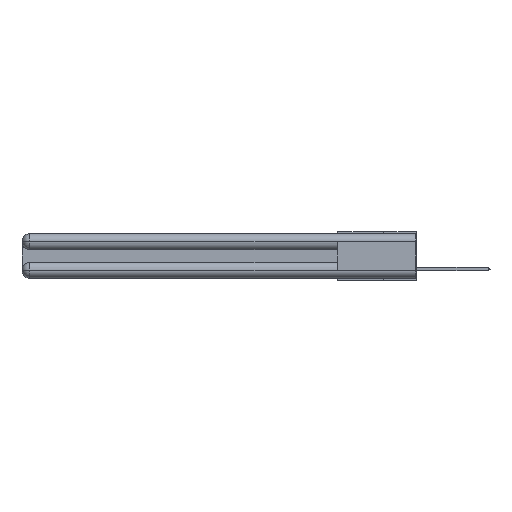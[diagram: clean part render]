
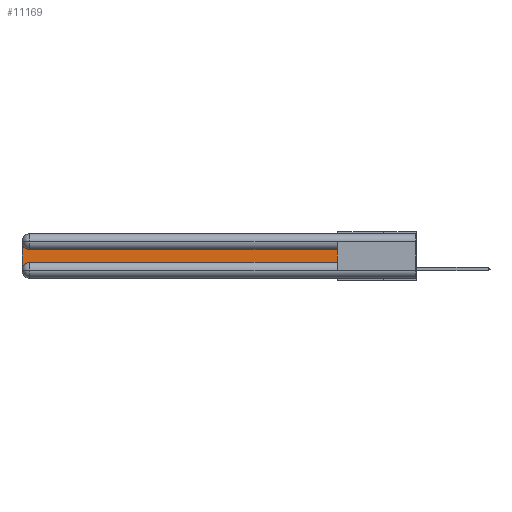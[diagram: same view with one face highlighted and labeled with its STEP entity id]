
A CAD part, left-side view. The second image highlights one B-rep face of the part: STEP entity #11169.
In plain terms, the highlighted planar face has unit normal (-1, 0, 0).
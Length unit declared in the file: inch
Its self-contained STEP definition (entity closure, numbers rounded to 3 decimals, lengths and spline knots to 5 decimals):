
#1372 = EDGE_CURVE ( 'NONE', #22640, #14089, #27313, .T. ) ;
#1538 = DIRECTION ( 'NONE',  ( 0., 0., -1. ) ) ;
#1633 = DIRECTION ( 'NONE',  ( 0., 0., 1. ) ) ;
#2386 = DIRECTION ( 'NONE',  ( 0., 0., -1. ) ) ;
#2809 = DIRECTION ( 'NONE',  ( 0., 0., -1. ) ) ;
#3820 = EDGE_CURVE ( 'NONE', #14089, #22319, #20135, .T. ) ;
#3975 = FACE_OUTER_BOUND ( 'NONE', #12910, .T. ) ;
#4019 = VERTEX_POINT ( 'NONE', #15056 ) ;
#4132 = LINE ( 'NONE', #6562, #14590 ) ;
#5143 = VERTEX_POINT ( 'NONE', #27134 ) ;
#5584 = CARTESIAN_POINT ( 'NONE',  ( 0.075, 3., -0.0625 ) ) ;
#6562 = CARTESIAN_POINT ( 'NONE',  ( 0.075, 0.6, -0.2175 ) ) ;
#7580 = EDGE_CURVE ( 'NONE', #5143, #22640, #13945, .T. ) ;
#8005 = VECTOR ( 'NONE', #1633, 39.37008 ) ;
#8660 = CARTESIAN_POINT ( 'NONE',  ( 0.075, 2.94, -0.2175 ) ) ;
#9437 = DIRECTION ( 'NONE',  ( 1., 0., 0. ) ) ;
#10390 = ORIENTED_EDGE ( 'NONE', *, *, #1372, .T. ) ;
#11093 = PLANE ( 'NONE',  #11984 ) ;
#11169 = ADVANCED_FACE ( 'NONE', ( #3975 ), #11093, .F. ) ;
#11281 = DIRECTION ( 'NONE',  ( 1., 0., 0. ) ) ;
#11984 = AXIS2_PLACEMENT_3D ( 'NONE', #13331, #11281, #24579 ) ;
#12006 = EDGE_CURVE ( 'NONE', #4019, #23950, #22632, .T. ) ;
#12739 = AXIS2_PLACEMENT_3D ( 'NONE', #18486, #9437, #2809 ) ;
#12910 = EDGE_LOOP ( 'NONE', ( #10390, #23357, #16102, #25358, #22365, #22589 ) ) ;
#13331 = CARTESIAN_POINT ( 'NONE',  ( 0.075, 3., -0.1225 ) ) ;
#13375 = EDGE_CURVE ( 'NONE', #22319, #4019, #16778, .T. ) ;
#13580 = DIRECTION ( 'NONE',  ( 0., -1., 0. ) ) ;
#13945 = LINE ( 'NONE', #23794, #8005 ) ;
#14089 = VERTEX_POINT ( 'NONE', #27962 ) ;
#14590 = VECTOR ( 'NONE', #13580, 39.37008 ) ;
#15056 = CARTESIAN_POINT ( 'NONE',  ( 0.075, 3., -0.2775 ) ) ;
#15374 = EDGE_CURVE ( 'NONE', #23950, #5143, #4132, .T. ) ;
#16102 = ORIENTED_EDGE ( 'NONE', *, *, #13375, .T. ) ;
#16778 = LINE ( 'NONE', #20027, #25944 ) ;
#16975 = CARTESIAN_POINT ( 'NONE',  ( 0.075, 0.6, -0.1225 ) ) ;
#17684 = CARTESIAN_POINT ( 'NONE',  ( 0.075, 2.94, -0.0625 ) ) ;
#18478 = VECTOR ( 'NONE', #23855, 39.37008 ) ;
#18486 = CARTESIAN_POINT ( 'NONE',  ( 0.075, 2.94, -0.2775 ) ) ;
#20027 = CARTESIAN_POINT ( 'NONE',  ( 0.075, 3., -0.2175 ) ) ;
#20135 = CIRCLE ( 'NONE', #20592, 0.06 ) ;
#20592 = AXIS2_PLACEMENT_3D ( 'NONE', #17684, #25986, #1538 ) ;
#21305 = CARTESIAN_POINT ( 'NONE',  ( 0.075, 0.6, -0.1225 ) ) ;
#22319 = VERTEX_POINT ( 'NONE', #5584 ) ;
#22365 = ORIENTED_EDGE ( 'NONE', *, *, #15374, .T. ) ;
#22589 = ORIENTED_EDGE ( 'NONE', *, *, #7580, .T. ) ;
#22632 = CIRCLE ( 'NONE', #12739, 0.06 ) ;
#22640 = VERTEX_POINT ( 'NONE', #21305 ) ;
#23357 = ORIENTED_EDGE ( 'NONE', *, *, #3820, .T. ) ;
#23794 = CARTESIAN_POINT ( 'NONE',  ( 0.075, 0.6, -0.2175 ) ) ;
#23855 = DIRECTION ( 'NONE',  ( 0., 1., 0. ) ) ;
#23950 = VERTEX_POINT ( 'NONE', #8660 ) ;
#24579 = DIRECTION ( 'NONE',  ( 0., 0., -1. ) ) ;
#25358 = ORIENTED_EDGE ( 'NONE', *, *, #12006, .T. ) ;
#25944 = VECTOR ( 'NONE', #2386, 39.37008 ) ;
#25986 = DIRECTION ( 'NONE',  ( 1., 0., 0. ) ) ;
#27134 = CARTESIAN_POINT ( 'NONE',  ( 0.075, 0.6, -0.2175 ) ) ;
#27313 = LINE ( 'NONE', #16975, #18478 ) ;
#27962 = CARTESIAN_POINT ( 'NONE',  ( 0.075, 2.94, -0.1225 ) ) ;
